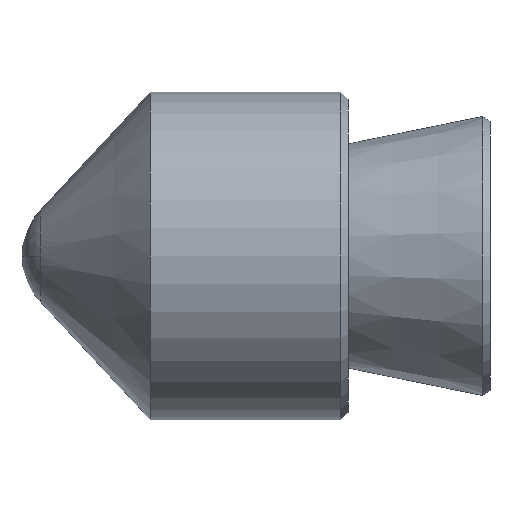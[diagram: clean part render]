
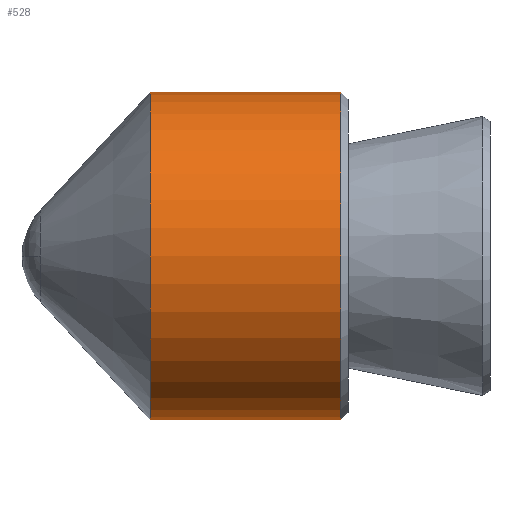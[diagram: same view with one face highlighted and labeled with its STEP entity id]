
A CAD part, left-side view. The second image highlights one B-rep face of the part: STEP entity #528.
In plain terms, the highlighted cylindrical face has radius 5.588 mm (diameter 11.176 mm), a partial arc.
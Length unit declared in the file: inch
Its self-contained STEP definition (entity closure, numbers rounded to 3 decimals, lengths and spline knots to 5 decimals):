
#18 = EDGE_CURVE ( 'NONE', #163, #64, #328, .T. ) ;
#38 = DIRECTION ( 'NONE',  ( 0., 0., -1. ) ) ;
#64 = VERTEX_POINT ( 'NONE', #325 ) ;
#65 = AXIS2_PLACEMENT_3D ( 'NONE', #227, #169, #433 ) ;
#75 = DIRECTION ( 'NONE',  ( 0., 0., -1. ) ) ;
#115 = DIRECTION ( 'NONE',  ( 0., -1., 0. ) ) ;
#140 = VECTOR ( 'NONE', #480, 39.37008 ) ;
#154 = ORIENTED_EDGE ( 'NONE', *, *, #355, .T. ) ;
#163 = VERTEX_POINT ( 'NONE', #336 ) ;
#169 = DIRECTION ( 'NONE',  ( 0., 1., 0. ) ) ;
#191 = CYLINDRICAL_SURFACE ( 'NONE', #588, 0.22 ) ;
#227 = CARTESIAN_POINT ( 'NONE',  ( 0., 1.2005, 0. ) ) ;
#231 = CARTESIAN_POINT ( 'NONE',  ( 0., 1., -0.22 ) ) ;
#246 = ORIENTED_EDGE ( 'NONE', *, *, #18, .T. ) ;
#269 = VECTOR ( 'NONE', #641, 39.37008 ) ;
#308 = CIRCLE ( 'NONE', #477, 0.22 ) ;
#325 = CARTESIAN_POINT ( 'NONE',  ( 0., 1.2005, 0.22 ) ) ;
#328 = CIRCLE ( 'NONE', #65, 0.22 ) ;
#336 = CARTESIAN_POINT ( 'NONE',  ( 0., 1.2005, -0.22 ) ) ;
#355 = EDGE_CURVE ( 'NONE', #573, #163, #362, .T. ) ;
#362 = LINE ( 'NONE', #231, #140 ) ;
#371 = ORIENTED_EDGE ( 'NONE', *, *, #502, .F. ) ;
#382 = ORIENTED_EDGE ( 'NONE', *, *, #423, .T. ) ;
#386 = EDGE_LOOP ( 'NONE', ( #371, #382, #154, #246 ) ) ;
#423 = EDGE_CURVE ( 'NONE', #470, #573, #308, .T. ) ;
#433 = DIRECTION ( 'NONE',  ( 0., 0., 1. ) ) ;
#441 = FACE_OUTER_BOUND ( 'NONE', #386, .T. ) ;
#459 = CARTESIAN_POINT ( 'NONE',  ( 0., 1.456, -0.22 ) ) ;
#470 = VERTEX_POINT ( 'NONE', #542 ) ;
#477 = AXIS2_PLACEMENT_3D ( 'NONE', #575, #115, #75 ) ;
#480 = DIRECTION ( 'NONE',  ( 0., -1., 0. ) ) ;
#487 = CARTESIAN_POINT ( 'NONE',  ( 0., 1., 0. ) ) ;
#502 = EDGE_CURVE ( 'NONE', #470, #64, #530, .T. ) ;
#528 = ADVANCED_FACE ( 'NONE', ( #441 ), #191, .T. ) ;
#530 = LINE ( 'NONE', #579, #269 ) ;
#542 = CARTESIAN_POINT ( 'NONE',  ( 0., 1.456, 0.22 ) ) ;
#573 = VERTEX_POINT ( 'NONE', #459 ) ;
#575 = CARTESIAN_POINT ( 'NONE',  ( 0., 1.456, 0. ) ) ;
#579 = CARTESIAN_POINT ( 'NONE',  ( 0., 1., 0.22 ) ) ;
#588 = AXIS2_PLACEMENT_3D ( 'NONE', #487, #592, #38 ) ;
#592 = DIRECTION ( 'NONE',  ( 0., -1., 0. ) ) ;
#641 = DIRECTION ( 'NONE',  ( 0., -1., 0. ) ) ;
